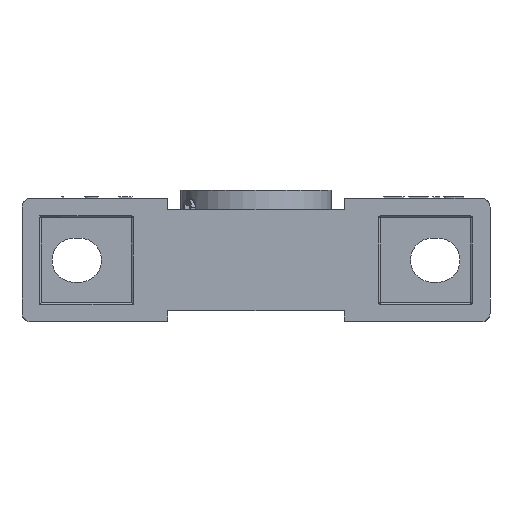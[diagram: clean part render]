
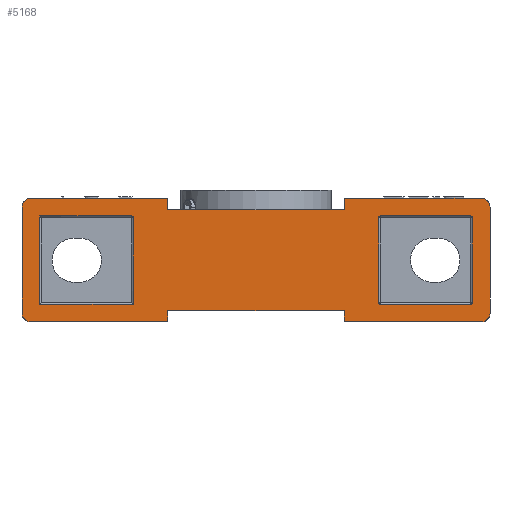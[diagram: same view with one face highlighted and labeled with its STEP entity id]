
A CAD part, front view. The second image highlights one B-rep face of the part: STEP entity #5168.
In plain terms, the highlighted planar face has unit normal (0, -1, 0).
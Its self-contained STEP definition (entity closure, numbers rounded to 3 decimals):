
#2=DIRECTION('',(0.,0.,1.));
#3=VECTOR('',#2,49.);
#4=CARTESIAN_POINT('',(-69.5,-75.,-25.));
#5=LINE('',#4,#3);
#6=DIRECTION('',(-1.,0.,0.));
#7=VECTOR('',#6,52.);
#8=CARTESIAN_POINT('',(-70.5,-75.,25.));
#9=LINE('',#8,#7);
#10=DIRECTION('',(0.,0.,-1.));
#11=VECTOR('',#10,50.);
#12=CARTESIAN_POINT('',(-122.5,-75.,25.));
#13=LINE('',#12,#11);
#14=DIRECTION('',(1.,0.,0.));
#15=VECTOR('',#14,53.);
#16=CARTESIAN_POINT('',(-122.5,-75.,-25.));
#17=LINE('',#16,#15);
#18=DIRECTION('',(0.,0.,1.));
#19=VECTOR('',#18,48.);
#20=CARTESIAN_POINT('',(122.5,-75.,-24.));
#21=LINE('',#20,#19);
#22=DIRECTION('',(-1.,0.,0.));
#23=VECTOR('',#22,51.);
#24=CARTESIAN_POINT('',(121.5,-75.,25.));
#25=LINE('',#24,#23);
#26=DIRECTION('',(0.,0.,-1.));
#27=VECTOR('',#26,48.);
#28=CARTESIAN_POINT('',(69.5,-75.,24.));
#29=LINE('',#28,#27);
#30=DIRECTION('',(1.,0.,0.));
#31=VECTOR('',#30,51.);
#32=CARTESIAN_POINT('',(70.5,-75.,-25.));
#33=LINE('',#32,#31);
#34=CARTESIAN_POINT('',(127.5,-75.,-30.));
#35=DIRECTION('',(0.,-1.,0.));
#36=DIRECTION('',(0.,0.,-1.));
#37=AXIS2_PLACEMENT_3D('',#34,#35,#36);
#39=DIRECTION('',(-1.,0.,0.));
#40=VECTOR('',#39,76.5);
#41=CARTESIAN_POINT('',(127.5,-75.,-35.));
#42=LINE('',#41,#40);
#43=CARTESIAN_POINT('',(51.,-75.,-34.));
#44=DIRECTION('',(0.,-1.,0.));
#45=DIRECTION('',(-1.,0.,0.));
#46=AXIS2_PLACEMENT_3D('',#43,#44,#45);
#48=DIRECTION('',(1.,0.,0.));
#49=VECTOR('',#48,100.);
#50=CARTESIAN_POINT('',(-50.,-75.,-28.6));
#51=LINE('',#50,#49);
#52=CARTESIAN_POINT('',(-51.,-75.,-34.));
#53=DIRECTION('',(0.,-1.,0.));
#54=DIRECTION('',(0.,0.,-1.));
#55=AXIS2_PLACEMENT_3D('',#52,#53,#54);
#57=DIRECTION('',(-1.,0.,0.));
#58=VECTOR('',#57,76.5);
#59=CARTESIAN_POINT('',(-51.,-75.,-35.));
#60=LINE('',#59,#58);
#61=CARTESIAN_POINT('',(-127.5,-75.,-30.));
#62=DIRECTION('',(0.,-1.,0.));
#63=DIRECTION('',(-1.,0.,0.));
#64=AXIS2_PLACEMENT_3D('',#61,#62,#63);
#66=DIRECTION('',(0.,0.,1.));
#67=VECTOR('',#66,60.);
#68=CARTESIAN_POINT('',(-132.5,-75.,-30.));
#69=LINE('',#68,#67);
#70=CARTESIAN_POINT('',(-127.5,-75.,30.));
#71=DIRECTION('',(0.,-1.,0.));
#72=DIRECTION('',(0.,0.,1.));
#73=AXIS2_PLACEMENT_3D('',#70,#71,#72);
#75=DIRECTION('',(1.,0.,0.));
#76=VECTOR('',#75,76.5);
#77=CARTESIAN_POINT('',(-127.5,-75.,35.));
#78=LINE('',#77,#76);
#79=CARTESIAN_POINT('',(-51.,-75.,34.));
#80=DIRECTION('',(0.,-1.,0.));
#81=DIRECTION('',(1.,0.,0.));
#82=AXIS2_PLACEMENT_3D('',#79,#80,#81);
#84=DIRECTION('',(-1.,0.,0.));
#85=VECTOR('',#84,100.);
#86=CARTESIAN_POINT('',(50.,-75.,28.6));
#87=LINE('',#86,#85);
#88=DIRECTION('',(1.,0.,0.));
#89=VECTOR('',#88,77.5);
#90=CARTESIAN_POINT('',(50.,-75.,35.));
#91=LINE('',#90,#89);
#92=CARTESIAN_POINT('',(127.5,-75.,30.));
#93=DIRECTION('',(0.,-1.,0.));
#94=DIRECTION('',(1.,0.,0.));
#95=AXIS2_PLACEMENT_3D('',#92,#93,#94);
#97=DIRECTION('',(0.,0.,-1.));
#98=VECTOR('',#97,60.);
#99=CARTESIAN_POINT('',(132.5,-75.,30.));
#100=LINE('',#99,#98);
#113=CARTESIAN_POINT('',(-70.5,-75.,24.));
#114=DIRECTION('',(0.,1.,0.));
#115=DIRECTION('',(0.,0.,1.));
#116=AXIS2_PLACEMENT_3D('',#113,#114,#115);
#3039=DIRECTION('',(0.,0.,-1.));
#3040=VECTOR('',#3039,6.4);
#3041=CARTESIAN_POINT('',(50.,-75.,35.));
#3042=LINE('',#3041,#3040);
#3234=DIRECTION('',(0.,0.,-1.));
#3235=VECTOR('',#3234,5.4);
#3236=CARTESIAN_POINT('',(50.,-75.,-28.6));
#3237=LINE('',#3236,#3235);
#3448=DIRECTION('',(0.,0.,1.));
#3449=VECTOR('',#3448,5.4);
#3450=CARTESIAN_POINT('',(-50.,-75.,28.6));
#3451=LINE('',#3450,#3449);
#3767=DIRECTION('',(0.,0.,1.));
#3768=VECTOR('',#3767,5.4);
#3769=CARTESIAN_POINT('',(-50.,-75.,-34.));
#3770=LINE('',#3769,#3768);
#3807=CARTESIAN_POINT('',(70.5,-75.,-24.));
#3808=DIRECTION('',(0.,1.,0.));
#3809=DIRECTION('',(0.,0.,-1.));
#3810=AXIS2_PLACEMENT_3D('',#3807,#3808,#3809);
#3824=CARTESIAN_POINT('',(70.5,-75.,24.));
#3825=DIRECTION('',(0.,1.,0.));
#3826=DIRECTION('',(-1.,0.,0.));
#3827=AXIS2_PLACEMENT_3D('',#3824,#3825,#3826);
#3841=CARTESIAN_POINT('',(121.5,-75.,24.));
#3842=DIRECTION('',(0.,1.,0.));
#3843=DIRECTION('',(0.,0.,1.));
#3844=AXIS2_PLACEMENT_3D('',#3841,#3842,#3843);
#3858=CARTESIAN_POINT('',(121.5,-75.,-24.));
#3859=DIRECTION('',(0.,1.,0.));
#3860=DIRECTION('',(1.,0.,0.));
#3861=AXIS2_PLACEMENT_3D('',#3858,#3859,#3860);
#3931=CARTESIAN_POINT('',(-50.,-75.,-28.6));
#3932=CARTESIAN_POINT('',(50.,-75.,-28.6));
#3933=VERTEX_POINT('',#3931);
#3934=VERTEX_POINT('',#3932);
#3935=CARTESIAN_POINT('',(50.,-75.,28.6));
#3936=CARTESIAN_POINT('',(-50.,-75.,28.6));
#3937=VERTEX_POINT('',#3935);
#3938=VERTEX_POINT('',#3936);
#3951=CARTESIAN_POINT('',(50.,-75.,35.));
#3952=VERTEX_POINT('',#3951);
#4009=CARTESIAN_POINT('',(-122.5,-75.,25.));
#4010=CARTESIAN_POINT('',(-122.5,-75.,-25.));
#4011=VERTEX_POINT('',#4009);
#4012=VERTEX_POINT('',#4010);
#4013=CARTESIAN_POINT('',(-69.5,-75.,-25.));
#4014=VERTEX_POINT('',#4013);
#4035=CARTESIAN_POINT('',(-51.,-75.,-35.));
#4036=CARTESIAN_POINT('',(-50.,-75.,-34.));
#4037=VERTEX_POINT('',#4035);
#4038=VERTEX_POINT('',#4036);
#4057=CARTESIAN_POINT('',(-50.,-75.,34.));
#4058=CARTESIAN_POINT('',(-51.,-75.,35.));
#4059=VERTEX_POINT('',#4057);
#4060=VERTEX_POINT('',#4058);
#4063=CARTESIAN_POINT('',(50.,-75.,-34.));
#4064=CARTESIAN_POINT('',(51.,-75.,-35.));
#4065=VERTEX_POINT('',#4063);
#4066=VERTEX_POINT('',#4064);
#4109=CARTESIAN_POINT('',(-69.5,-75.,24.));
#4111=VERTEX_POINT('',#4109);
#4113=CARTESIAN_POINT('',(-70.5,-75.,25.));
#4114=VERTEX_POINT('',#4113);
#4123=CARTESIAN_POINT('',(122.5,-75.,24.));
#4125=VERTEX_POINT('',#4123);
#4127=CARTESIAN_POINT('',(121.5,-75.,25.));
#4129=VERTEX_POINT('',#4127);
#4131=CARTESIAN_POINT('',(69.5,-75.,-24.));
#4133=VERTEX_POINT('',#4131);
#4135=CARTESIAN_POINT('',(70.5,-75.,-25.));
#4137=VERTEX_POINT('',#4135);
#4145=CARTESIAN_POINT('',(121.5,-75.,-25.));
#4146=VERTEX_POINT('',#4145);
#4147=CARTESIAN_POINT('',(122.5,-75.,-24.));
#4149=VERTEX_POINT('',#4147);
#4157=CARTESIAN_POINT('',(70.5,-75.,25.));
#4158=VERTEX_POINT('',#4157);
#4159=CARTESIAN_POINT('',(69.5,-75.,24.));
#4161=VERTEX_POINT('',#4159);
#4787=CARTESIAN_POINT('',(127.5,-75.,-35.));
#4788=CARTESIAN_POINT('',(132.5,-75.,-30.));
#4789=VERTEX_POINT('',#4787);
#4790=VERTEX_POINT('',#4788);
#4798=CARTESIAN_POINT('',(132.5,-75.,30.));
#4799=CARTESIAN_POINT('',(127.5,-75.,35.));
#4800=VERTEX_POINT('',#4798);
#4801=VERTEX_POINT('',#4799);
#4809=CARTESIAN_POINT('',(-132.5,-75.,-30.));
#4810=CARTESIAN_POINT('',(-127.5,-75.,-35.));
#4811=VERTEX_POINT('',#4809);
#4812=VERTEX_POINT('',#4810);
#4822=CARTESIAN_POINT('',(-132.5,-75.,30.));
#4823=VERTEX_POINT('',#4822);
#4824=CARTESIAN_POINT('',(-127.5,-75.,35.));
#4825=VERTEX_POINT('',#4824);
#5093=CARTESIAN_POINT('',(0.,-75.,0.));
#5094=DIRECTION('',(0.,1.,0.));
#5095=DIRECTION('',(1.,0.,0.));
#5096=AXIS2_PLACEMENT_3D('',#5093,#5094,#5095);
#5097=PLANE('',#5096);
#5099=ORIENTED_EDGE('',*,*,#5098,.F.);
#5101=ORIENTED_EDGE('',*,*,#5100,.T.);
#5103=ORIENTED_EDGE('',*,*,#5102,.F.);
#5105=ORIENTED_EDGE('',*,*,#5104,.F.);
#5107=ORIENTED_EDGE('',*,*,#5106,.F.);
#5109=ORIENTED_EDGE('',*,*,#5108,.F.);
#5111=ORIENTED_EDGE('',*,*,#5110,.F.);
#5113=ORIENTED_EDGE('',*,*,#5112,.T.);
#5115=ORIENTED_EDGE('',*,*,#5114,.F.);
#5117=ORIENTED_EDGE('',*,*,#5116,.T.);
#5119=ORIENTED_EDGE('',*,*,#5118,.F.);
#5121=ORIENTED_EDGE('',*,*,#5120,.T.);
#5123=ORIENTED_EDGE('',*,*,#5122,.F.);
#5125=ORIENTED_EDGE('',*,*,#5124,.F.);
#5127=ORIENTED_EDGE('',*,*,#5126,.F.);
#5129=ORIENTED_EDGE('',*,*,#5128,.F.);
#5131=ORIENTED_EDGE('',*,*,#5130,.T.);
#5133=ORIENTED_EDGE('',*,*,#5132,.F.);
#5135=ORIENTED_EDGE('',*,*,#5134,.T.);
#5136=EDGE_LOOP('',(#5099,#5101,#5103,#5105,#5107,#5109,#5111,#5113,#5115,#5117,
#5119,#5121,#5123,#5125,#5127,#5129,#5131,#5133,#5135));
#5137=FACE_OUTER_BOUND('',#5136,.F.);
#5139=ORIENTED_EDGE('',*,*,#5138,.T.);
#5141=ORIENTED_EDGE('',*,*,#5140,.F.);
#5143=ORIENTED_EDGE('',*,*,#5142,.T.);
#5145=ORIENTED_EDGE('',*,*,#5144,.F.);
#5147=ORIENTED_EDGE('',*,*,#5146,.T.);
#5149=ORIENTED_EDGE('',*,*,#5148,.F.);
#5151=ORIENTED_EDGE('',*,*,#5150,.T.);
#5153=ORIENTED_EDGE('',*,*,#5152,.F.);
#5154=EDGE_LOOP('',(#5139,#5141,#5143,#5145,#5147,#5149,#5151,#5153));
#5155=FACE_BOUND('',#5154,.F.);
#5157=ORIENTED_EDGE('',*,*,#5156,.T.);
#5159=ORIENTED_EDGE('',*,*,#5158,.F.);
#5161=ORIENTED_EDGE('',*,*,#5160,.T.);
#5163=ORIENTED_EDGE('',*,*,#5162,.T.);
#5165=ORIENTED_EDGE('',*,*,#5164,.T.);
#5166=EDGE_LOOP('',(#5157,#5159,#5161,#5163,#5165));
#5167=FACE_BOUND('',#5166,.F.);
#5168=ADVANCED_FACE('',(#5137,#5155,#5167),#5097,.F.);
#38=CIRCLE('',#37,5.);
#47=CIRCLE('',#46,1.);
#56=CIRCLE('',#55,1.);
#65=CIRCLE('',#64,5.);
#74=CIRCLE('',#73,5.);
#83=CIRCLE('',#82,1.);
#96=CIRCLE('',#95,5.);
#117=CIRCLE('',#116,1.);
#3811=CIRCLE('',#3810,1.);
#3828=CIRCLE('',#3827,1.);
#3845=CIRCLE('',#3844,1.);
#3862=CIRCLE('',#3861,1.);
#5098=EDGE_CURVE('',#4789,#4790,#38,.T.);
#5100=EDGE_CURVE('',#4789,#4066,#42,.T.);
#5102=EDGE_CURVE('',#4065,#4066,#47,.T.);
#5104=EDGE_CURVE('',#3934,#4065,#3237,.T.);
#5106=EDGE_CURVE('',#3933,#3934,#51,.T.);
#5108=EDGE_CURVE('',#4038,#3933,#3770,.T.);
#5110=EDGE_CURVE('',#4037,#4038,#56,.T.);
#5112=EDGE_CURVE('',#4037,#4812,#60,.T.);
#5114=EDGE_CURVE('',#4811,#4812,#65,.T.);
#5116=EDGE_CURVE('',#4811,#4823,#69,.T.);
#5118=EDGE_CURVE('',#4825,#4823,#74,.T.);
#5120=EDGE_CURVE('',#4825,#4060,#78,.T.);
#5122=EDGE_CURVE('',#4059,#4060,#83,.T.);
#5124=EDGE_CURVE('',#3938,#4059,#3451,.T.);
#5126=EDGE_CURVE('',#3937,#3938,#87,.T.);
#5128=EDGE_CURVE('',#3952,#3937,#3042,.T.);
#5130=EDGE_CURVE('',#3952,#4801,#91,.T.);
#5132=EDGE_CURVE('',#4800,#4801,#96,.T.);
#5134=EDGE_CURVE('',#4800,#4790,#100,.T.);
#5138=EDGE_CURVE('',#4149,#4125,#21,.T.);
#5140=EDGE_CURVE('',#4129,#4125,#3845,.T.);
#5142=EDGE_CURVE('',#4129,#4158,#25,.T.);
#5144=EDGE_CURVE('',#4161,#4158,#3828,.T.);
#5146=EDGE_CURVE('',#4161,#4133,#29,.T.);
#5148=EDGE_CURVE('',#4137,#4133,#3811,.T.);
#5150=EDGE_CURVE('',#4137,#4146,#33,.T.);
#5152=EDGE_CURVE('',#4149,#4146,#3862,.T.);
#5156=EDGE_CURVE('',#4014,#4111,#5,.T.);
#5158=EDGE_CURVE('',#4114,#4111,#117,.T.);
#5160=EDGE_CURVE('',#4114,#4011,#9,.T.);
#5162=EDGE_CURVE('',#4011,#4012,#13,.T.);
#5164=EDGE_CURVE('',#4012,#4014,#17,.T.);
